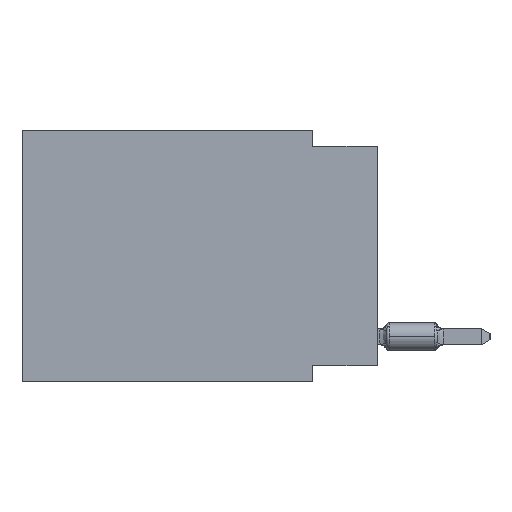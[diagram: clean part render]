
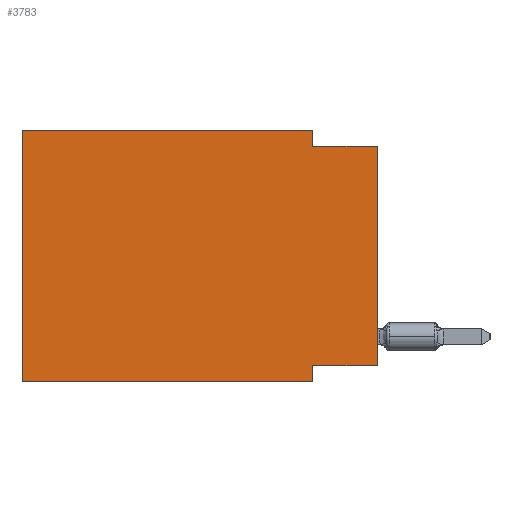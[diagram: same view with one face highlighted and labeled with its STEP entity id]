
A CAD part, left-side view. The second image highlights one B-rep face of the part: STEP entity #3783.
In plain terms, the highlighted planar face has unit normal (-1, 0, 0).
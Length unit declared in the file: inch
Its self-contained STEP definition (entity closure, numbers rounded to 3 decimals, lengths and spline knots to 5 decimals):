
#704 = LINE ( 'NONE', #34453, #800 ) ;
#800 = VECTOR ( 'NONE', #20060, 39.37008 ) ;
#2028 = CARTESIAN_POINT ( 'NONE',  ( 0., 0.1, 0. ) ) ;
#2208 = LINE ( 'NONE', #2028, #34525 ) ;
#3406 = ORIENTED_EDGE ( 'NONE', *, *, #19883, .F. ) ;
#3738 = EDGE_CURVE ( 'NONE', #34510, #18854, #2208, .T. ) ;
#3783 = ADVANCED_FACE ( 'NONE', ( #7674 ), #21935, .F. ) ;
#5578 = CARTESIAN_POINT ( 'NONE',  ( 0., 0.1, -0.365 ) ) ;
#5948 = EDGE_CURVE ( 'NONE', #29923, #6207, #31960, .T. ) ;
#6139 = VECTOR ( 'NONE', #28967, 39.37008 ) ;
#6207 = VERTEX_POINT ( 'NONE', #8581 ) ;
#6275 = LINE ( 'NONE', #25799, #28127 ) ;
#6954 = CARTESIAN_POINT ( 'NONE',  ( 0., 0., 0. ) ) ;
#7394 = ORIENTED_EDGE ( 'NONE', *, *, #5948, .T. ) ;
#7674 = FACE_OUTER_BOUND ( 'NONE', #22058, .T. ) ;
#7710 = AXIS2_PLACEMENT_3D ( 'NONE', #33228, #18827, #29942 ) ;
#8581 = CARTESIAN_POINT ( 'NONE',  ( 0., 0., -0.025 ) ) ;
#8647 = CARTESIAN_POINT ( 'NONE',  ( 0., 0., -0.365 ) ) ;
#9403 = VECTOR ( 'NONE', #18095, 39.37008 ) ;
#9448 = LINE ( 'NONE', #26079, #30512 ) ;
#9861 = CARTESIAN_POINT ( 'NONE',  ( 0., 0.55, 0. ) ) ;
#11395 = DIRECTION ( 'NONE',  ( 0., -1., 0. ) ) ;
#11842 = DIRECTION ( 'NONE',  ( 0., 0., 1. ) ) ;
#12897 = CARTESIAN_POINT ( 'NONE',  ( 0., 0.1, -0.39 ) ) ;
#13203 = VECTOR ( 'NONE', #16690, 39.37008 ) ;
#14133 = CARTESIAN_POINT ( 'NONE',  ( 0., 0.1, -0.39 ) ) ;
#14504 = ORIENTED_EDGE ( 'NONE', *, *, #26166, .F. ) ;
#15280 = LINE ( 'NONE', #12897, #6139 ) ;
#15451 = ORIENTED_EDGE ( 'NONE', *, *, #19864, .F. ) ;
#15839 = CARTESIAN_POINT ( 'NONE',  ( 0., 0.1, -0.025 ) ) ;
#16432 = EDGE_CURVE ( 'NONE', #29177, #28669, #19948, .T. ) ;
#16690 = DIRECTION ( 'NONE',  ( 0., -1., 0. ) ) ;
#17784 = ORIENTED_EDGE ( 'NONE', *, *, #16432, .T. ) ;
#17933 = EDGE_CURVE ( 'NONE', #30391, #34510, #34541, .T. ) ;
#18095 = DIRECTION ( 'NONE',  ( 0., 0., 1. ) ) ;
#18827 = DIRECTION ( 'NONE',  ( 1., 0., 0. ) ) ;
#18854 = VERTEX_POINT ( 'NONE', #15839 ) ;
#18931 = EDGE_CURVE ( 'NONE', #18854, #6207, #6275, .T. ) ;
#19864 = EDGE_CURVE ( 'NONE', #29923, #32881, #704, .T. ) ;
#19883 = EDGE_CURVE ( 'NONE', #29177, #30391, #9448, .T. ) ;
#19901 = ORIENTED_EDGE ( 'NONE', *, *, #18931, .F. ) ;
#19948 = LINE ( 'NONE', #33274, #13203 ) ;
#20060 = DIRECTION ( 'NONE',  ( 0., 1., 0. ) ) ;
#20438 = ORIENTED_EDGE ( 'NONE', *, *, #17933, .F. ) ;
#21935 = PLANE ( 'NONE',  #7710 ) ;
#22058 = EDGE_LOOP ( 'NONE', ( #7394, #19901, #31869, #20438, #3406, #17784, #14504, #15451 ) ) ;
#23058 = CARTESIAN_POINT ( 'NONE',  ( 0., 0.55, 0. ) ) ;
#23194 = CARTESIAN_POINT ( 'NONE',  ( 0., 0.55, -0.39 ) ) ;
#24012 = VECTOR ( 'NONE', #25981, 39.37008 ) ;
#25799 = CARTESIAN_POINT ( 'NONE',  ( 0., 0., -0.025 ) ) ;
#25981 = DIRECTION ( 'NONE',  ( 0., -1., 0. ) ) ;
#26079 = CARTESIAN_POINT ( 'NONE',  ( 0., 0.55, 0. ) ) ;
#26166 = EDGE_CURVE ( 'NONE', #32881, #28669, #15280, .T. ) ;
#26972 = CARTESIAN_POINT ( 'NONE',  ( 0., 0.1, 0. ) ) ;
#28127 = VECTOR ( 'NONE', #11395, 39.37008 ) ;
#28669 = VERTEX_POINT ( 'NONE', #14133 ) ;
#28967 = DIRECTION ( 'NONE',  ( 0., 0., -1. ) ) ;
#29177 = VERTEX_POINT ( 'NONE', #23194 ) ;
#29923 = VERTEX_POINT ( 'NONE', #8647 ) ;
#29942 = DIRECTION ( 'NONE',  ( 0., 0., -1. ) ) ;
#30391 = VERTEX_POINT ( 'NONE', #9861 ) ;
#30512 = VECTOR ( 'NONE', #11842, 39.37008 ) ;
#31869 = ORIENTED_EDGE ( 'NONE', *, *, #3738, .F. ) ;
#31960 = LINE ( 'NONE', #6954, #9403 ) ;
#32685 = DIRECTION ( 'NONE',  ( 0., 0., -1. ) ) ;
#32881 = VERTEX_POINT ( 'NONE', #5578 ) ;
#33228 = CARTESIAN_POINT ( 'NONE',  ( 0., 0.55, 0. ) ) ;
#33274 = CARTESIAN_POINT ( 'NONE',  ( 0., 0.55, -0.39 ) ) ;
#34453 = CARTESIAN_POINT ( 'NONE',  ( 0., 0., -0.365 ) ) ;
#34510 = VERTEX_POINT ( 'NONE', #26972 ) ;
#34525 = VECTOR ( 'NONE', #32685, 39.37008 ) ;
#34541 = LINE ( 'NONE', #23058, #24012 ) ;
